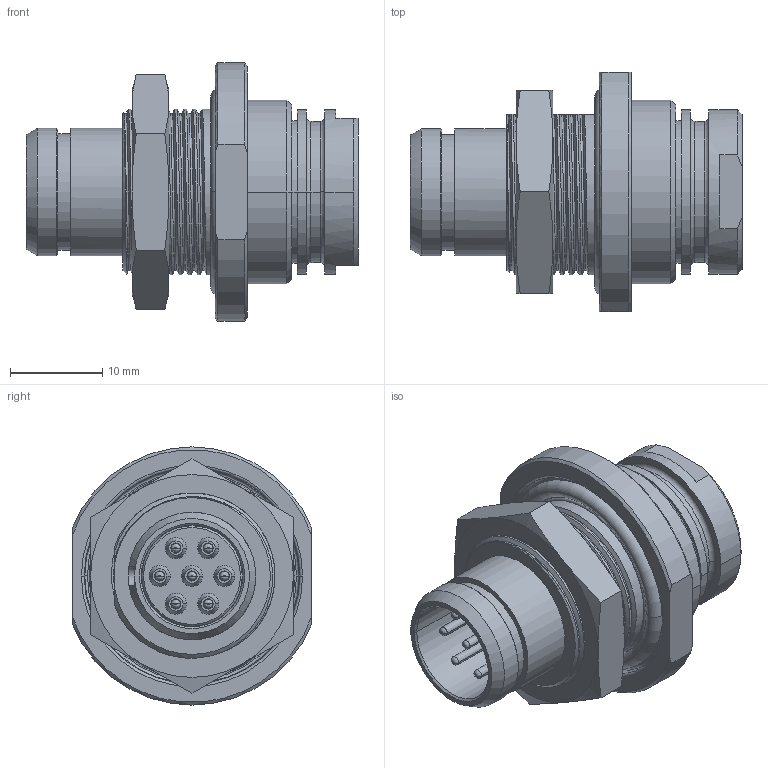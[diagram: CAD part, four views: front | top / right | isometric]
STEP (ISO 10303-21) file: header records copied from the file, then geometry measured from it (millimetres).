
FILE_DESCRIPTION((''),'2;1');
FILE_NAME('1332EVR107MS','2018-02-05T16:14:45',('laurentbigonski'),('NET AG system integration'),'CREO PARAMETRIC BY PTC INC, 2017260','CREO PARAMETRIC BY PTC INC, 2017260','');
FILE_SCHEMA(('AUTOMOTIVE_DESIGN { 1 0 10303 214 1 1 1 1 }'));
Products named in the file (1): 1332EVR107MS
Bounding box: 36 x 26 x 28 mm (x, y, z)
Volume: 6590.8 mm3; surface area: 10979.8 mm2
Topology: 2 solids, 3 shells, 1115 faces, 2907 edges, 1826 vertices
Faces by surface type: cylinder 413, plane 358, cone 150, torus 100, bspline 94
Entity records: 53391 total; most frequent: CARTESIAN_POINT 19973, ORIENTED_EDGE 5786, DIRECTION 5354, EDGE_CURVE 2893, AXIS2_PLACEMENT_3D 2129, VERTEX_POINT 1826, EDGE_LOOP 1243, FACE_OUTER_BOUND 1115
